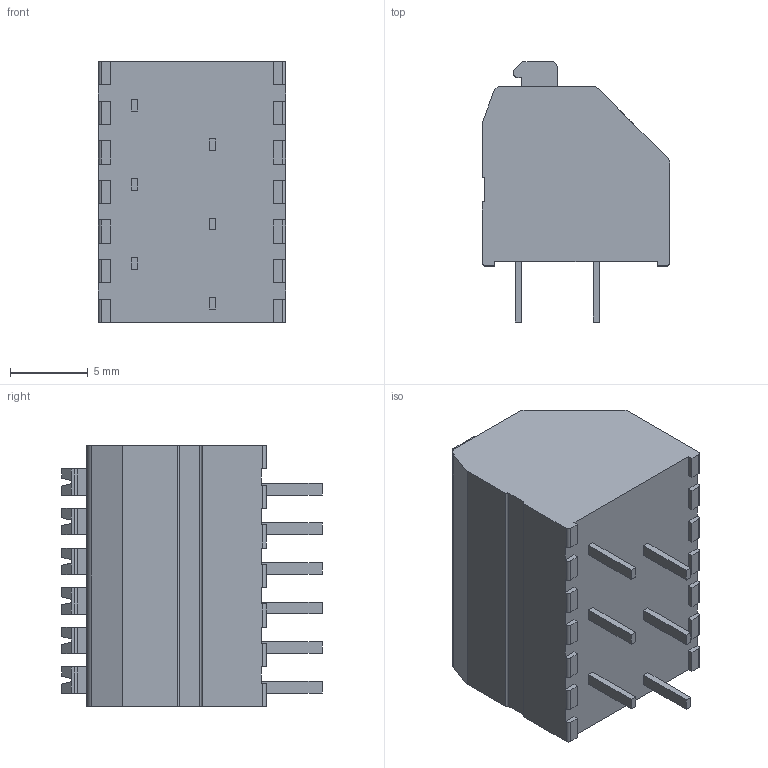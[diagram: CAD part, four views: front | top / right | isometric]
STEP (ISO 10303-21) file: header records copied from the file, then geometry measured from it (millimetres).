
FILE_DESCRIPTION(/* description */ ('STEP AP214'),/* implementation_level */ '2;1');
FILE_NAME(/* name */ '250-1406',/* time_stamp */ '2024-12-10T06:18:11+01:00',/* author */ ('License CC BY-ND 4.0'),/* organization */ ('CADENAS'),/* preprocessor_version */ 'ST-DEVELOPER v19.3',/* originating_system */ 'PARTsolutions',/* authorisation */ ' ');
FILE_SCHEMA (('AUTOMOTIVE_DESIGN {1 0 10303 214 3 1 1}'));
Length unit declared in the file: millimetre
Products named in the file (1): 250-1406
Bounding box: 12 x 16.7 x 16.74 mm (x, y, z)
Volume: 2036.3 mm3; surface area: 1187.9 mm2
Topology: 1 solids, 1 shells, 285 faces, 777 edges, 506 vertices
Faces by surface type: plane 218, cylinder 55, cone 12
Entity records: 10928 total; most frequent: CARTESIAN_POINT 1569, ORIENTED_EDGE 1554, DIRECTION 1495, EDGE_CURVE 777, LINE 631, VECTOR 631, VERTEX_POINT 506, AXIS2_PLACEMENT_3D 432
